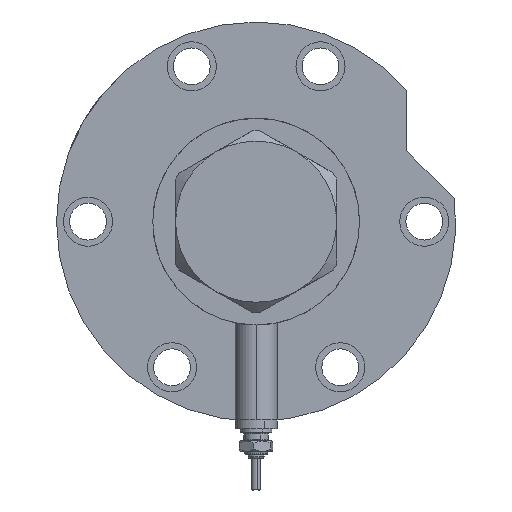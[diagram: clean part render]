
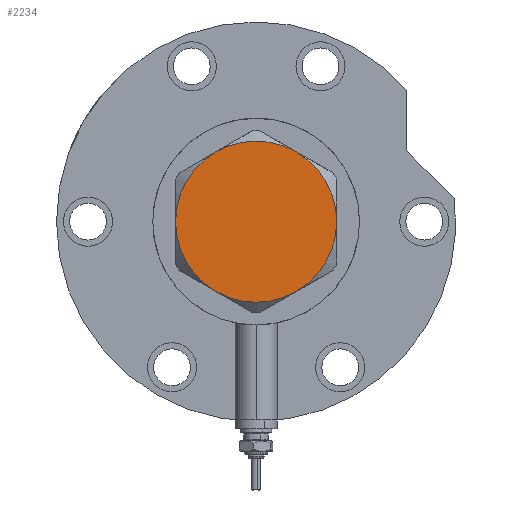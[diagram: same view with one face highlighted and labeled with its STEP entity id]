
A CAD part, left-side view. The second image highlights one B-rep face of the part: STEP entity #2234.
In plain terms, the highlighted face is planar.
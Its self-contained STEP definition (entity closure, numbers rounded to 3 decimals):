
#51 = CARTESIAN_POINT ( 'NONE',  ( 11.5, -19.919, 13. ) ) ;
#160 = CIRCLE ( 'NONE', #1517, 23. ) ;
#246 = ORIENTED_EDGE ( 'NONE', *, *, #2428, .T. ) ;
#389 = CARTESIAN_POINT ( 'NONE',  ( 0., 0., 13. ) ) ;
#455 = CARTESIAN_POINT ( 'NONE',  ( 0., 0., 13. ) ) ;
#459 = DIRECTION ( 'NONE',  ( 1., 0., 0. ) ) ;
#508 = DIRECTION ( 'NONE',  ( 1., 0., 0. ) ) ;
#616 = EDGE_CURVE ( 'NONE', #3712, #778, #6968, .T. ) ;
#778 = VERTEX_POINT ( 'NONE', #799 ) ;
#799 = CARTESIAN_POINT ( 'NONE',  ( -11.5, 19.919, 13. ) ) ;
#969 = DIRECTION ( 'NONE',  ( 0., 0., 1. ) ) ;
#1117 = PLANE ( 'NONE',  #2329 ) ;
#1121 = DIRECTION ( 'NONE',  ( 1., 0., 0. ) ) ;
#1259 = ORIENTED_EDGE ( 'NONE', *, *, #5661, .T. ) ;
#1346 = ORIENTED_EDGE ( 'NONE', *, *, #7480, .T. ) ;
#1517 = AXIS2_PLACEMENT_3D ( 'NONE', #4532, #1681, #508 ) ;
#1681 = DIRECTION ( 'NONE',  ( 0., 0., 1. ) ) ;
#1720 = AXIS2_PLACEMENT_3D ( 'NONE', #455, #5752, #7340 ) ;
#2134 = CARTESIAN_POINT ( 'NONE',  ( -11.5, -19.919, 13. ) ) ;
#2234 = ADVANCED_FACE ( 'NONE', ( #2268 ), #1117, .T. ) ;
#2268 = FACE_OUTER_BOUND ( 'NONE', #5481, .T. ) ;
#2329 = AXIS2_PLACEMENT_3D ( 'NONE', #3457, #2335, #6945 ) ;
#2335 = DIRECTION ( 'NONE',  ( 0., 0., 1. ) ) ;
#2428 = EDGE_CURVE ( 'NONE', #4545, #5405, #6607, .T. ) ;
#2570 = CARTESIAN_POINT ( 'NONE',  ( 23., 0., 13. ) ) ;
#2723 = AXIS2_PLACEMENT_3D ( 'NONE', #389, #2737, #1121 ) ;
#2737 = DIRECTION ( 'NONE',  ( 0., 0., 1. ) ) ;
#2747 = CIRCLE ( 'NONE', #2880, 23. ) ;
#2880 = AXIS2_PLACEMENT_3D ( 'NONE', #6288, #5719, #459 ) ;
#3083 = CARTESIAN_POINT ( 'NONE',  ( 0., 0., 13. ) ) ;
#3335 = CIRCLE ( 'NONE', #2723, 23. ) ;
#3457 = CARTESIAN_POINT ( 'NONE',  ( 0., 0., 13. ) ) ;
#3508 = EDGE_CURVE ( 'NONE', #7123, #6989, #3335, .T. ) ;
#3655 = AXIS2_PLACEMENT_3D ( 'NONE', #4537, #969, #6707 ) ;
#3712 = VERTEX_POINT ( 'NONE', #6544 ) ;
#4079 = CIRCLE ( 'NONE', #6399, 23. ) ;
#4532 = CARTESIAN_POINT ( 'NONE',  ( 0., 0., 13. ) ) ;
#4537 = CARTESIAN_POINT ( 'NONE',  ( 0., 0., 13. ) ) ;
#4545 = VERTEX_POINT ( 'NONE', #7543 ) ;
#4806 = DIRECTION ( 'NONE',  ( 0., 0., 1. ) ) ;
#5072 = ORIENTED_EDGE ( 'NONE', *, *, #616, .T. ) ;
#5344 = EDGE_CURVE ( 'NONE', #778, #4545, #2747, .T. ) ;
#5405 = VERTEX_POINT ( 'NONE', #2134 ) ;
#5481 = EDGE_LOOP ( 'NONE', ( #7421, #1259, #5072, #7472, #246, #1346 ) ) ;
#5661 = EDGE_CURVE ( 'NONE', #6989, #3712, #4079, .T. ) ;
#5719 = DIRECTION ( 'NONE',  ( 0., 0., 1. ) ) ;
#5752 = DIRECTION ( 'NONE',  ( 0., 0., 1. ) ) ;
#6158 = DIRECTION ( 'NONE',  ( 1., 0., 0. ) ) ;
#6288 = CARTESIAN_POINT ( 'NONE',  ( 0., 0., 13. ) ) ;
#6399 = AXIS2_PLACEMENT_3D ( 'NONE', #3083, #4806, #6158 ) ;
#6544 = CARTESIAN_POINT ( 'NONE',  ( 11.5, 19.919, 13. ) ) ;
#6607 = CIRCLE ( 'NONE', #1720, 23. ) ;
#6707 = DIRECTION ( 'NONE',  ( 1., 0., 0. ) ) ;
#6945 = DIRECTION ( 'NONE',  ( 1., 0., 0. ) ) ;
#6968 = CIRCLE ( 'NONE', #3655, 23. ) ;
#6989 = VERTEX_POINT ( 'NONE', #2570 ) ;
#7123 = VERTEX_POINT ( 'NONE', #51 ) ;
#7340 = DIRECTION ( 'NONE',  ( 1., 0., 0. ) ) ;
#7421 = ORIENTED_EDGE ( 'NONE', *, *, #3508, .T. ) ;
#7472 = ORIENTED_EDGE ( 'NONE', *, *, #5344, .T. ) ;
#7480 = EDGE_CURVE ( 'NONE', #5405, #7123, #160, .T. ) ;
#7543 = CARTESIAN_POINT ( 'NONE',  ( -23., 0., 13. ) ) ;
